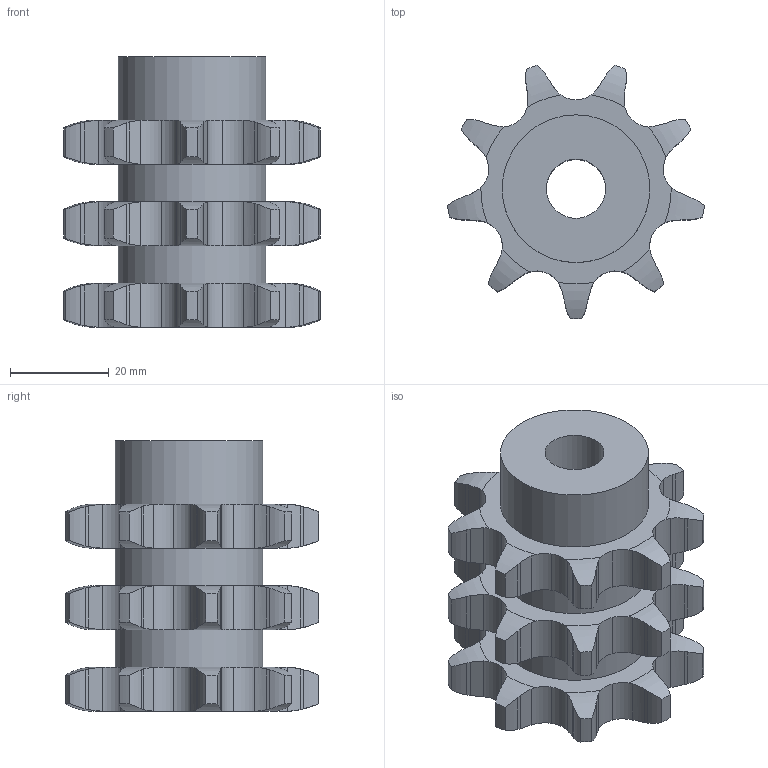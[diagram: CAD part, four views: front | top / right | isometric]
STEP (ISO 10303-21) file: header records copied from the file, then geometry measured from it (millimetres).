
FILE_DESCRIPTION(('FreeCAD Model'),'2;1');
FILE_NAME('Open CASCADE Shape Model','2021-10-03T09:57:29',('FreeCAD'),( 'FreeCAD'),'Open CASCADE STEP processor 7.4','FreeCAD','Unknown');
FILE_SCHEMA(('AUTOMOTIVE_DESIGN { 1 0 10303 214 1 1 1 1 }'));
Length unit declared in the file: millimetre
Products named in the file (1): Open CASCADE STEP translator 7.4 2
Bounding box: 52.16 x 51.39 x 55 mm (x, y, z)
Volume: 51405.3 mm3; surface area: 15578.1 mm2
Topology: 1 solids, 1 shells, 315 faces, 922 edges, 615 vertices
Faces by surface type: cylinder 193, plane 62, torus 60
Full cylindrical faces by diameter (mm): 12 x1, 30 x3
Entity records: 27735 total; most frequent: CARTESIAN_POINT 11923, DIRECTION 2213, ORIENTED_EDGE 1844, PCURVE 1844, DEFINITIONAL_REPRESENTATION 1844, B_SPLINE_CURVE_WITH_KNOTS 1314, LINE 1037, VECTOR 1037
